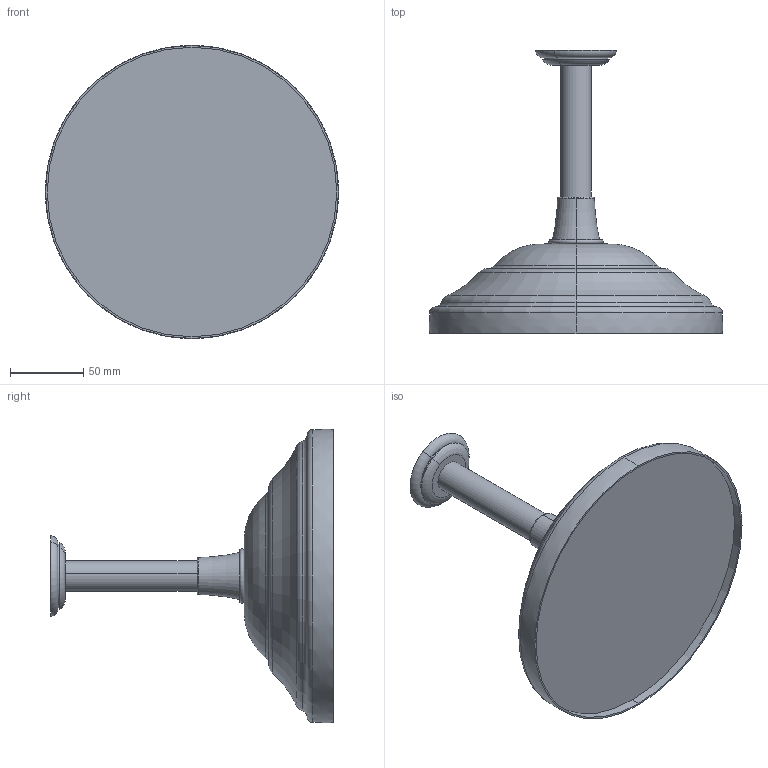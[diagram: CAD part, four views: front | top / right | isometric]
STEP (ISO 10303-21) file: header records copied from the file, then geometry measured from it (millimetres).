
FILE_DESCRIPTION (( 'STEP AP203' ), '1' );
FILE_NAME ('28565977-00.STEP', '2018-07-03T14:49:57', ( '' ), ( '' ), 'SwSTEP 2.0', 'SolidWorks 2017', '' );
FILE_SCHEMA (( 'CONFIG_CONTROL_DESIGN' ));
Length unit declared in the file: millimetre
Products named in the file (5): Planungsmodell_Haube-+-28.565.977-01; Planungsmodell_Mutter-+-28.565.977-02; Planungsmodell_Rohr_Gerade-+-09.30.01.113-01_-_K17_D21x90; Planungsmodell_Rosette-+-28.565.977-03; 28565977-00
Assembly tree (4 placements, depth 2):
  28565977-00
    Planungsmodell_Haube-+-28.565.977-01
    Planungsmodell_Mutter-+-28.565.977-02
    Planungsmodell_Rohr_Gerade-+-09.30.01.113-01_-_K17_D21x90
    Planungsmodell_Rosette-+-28.565.977-03
Bounding box: 200 x 193 x 200 mm (x, y, z)
Volume: 1092653.1 mm3; surface area: 100352.2 mm2
Topology: 4 solids, 4 shells, 46 faces, 84 edges, 50 vertices
Faces by surface type: torus 28, plane 12, cylinder 6
Entity records: 1685 total; most frequent: DIRECTION 268, CARTESIAN_POINT 187, ORIENTED_EDGE 168, AXIS2_PLACEMENT_3D 131, EDGE_CURVE 84, CIRCLE 78, VERTEX_POINT 50, EDGE_LOOP 50
